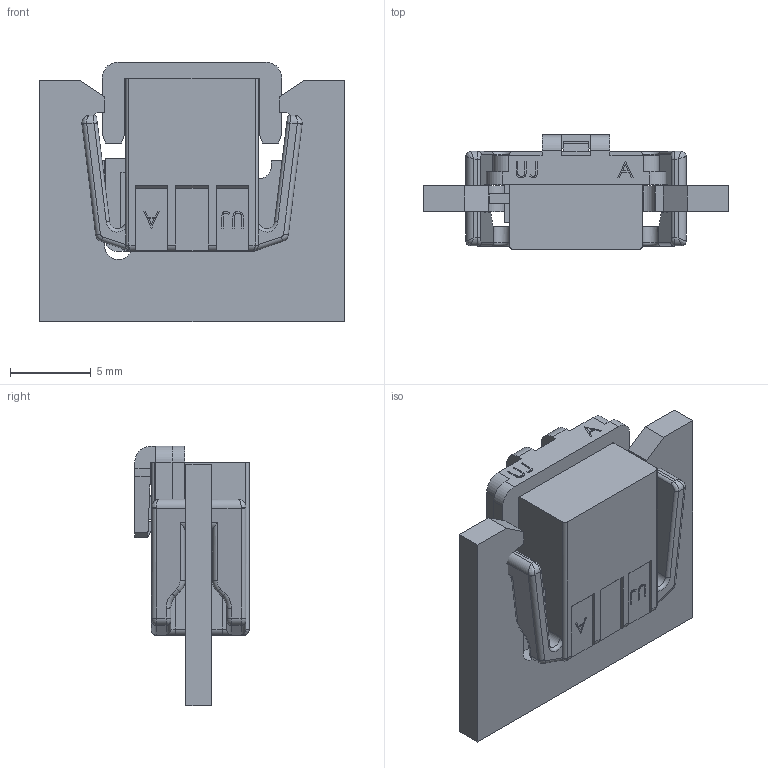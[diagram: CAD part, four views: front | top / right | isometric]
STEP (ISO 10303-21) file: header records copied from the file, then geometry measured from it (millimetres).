
FILE_DESCRIPTION (( 'STEP AP214' ), '1' );
FILE_NAME ('C_PCB Slot 3P.STEP', '2018-03-05T05:25:13', ( 'Personal' ), ( 'Microsoft' ), 'SwSTEP 2.0', 'SolidWorks 2014', '' );
FILE_SCHEMA (( 'AUTOMOTIVE_DESIGN' ));
Length unit declared in the file: millimetre
Products named in the file (4): C_PCB Slot 3P; PCB Slot 3F T／CPA_Rev A; PCB Slot 3P PCB_Rev 6; C_PCB Slot 3F HSG
Assembly tree (3 placements, depth 2):
  C_PCB Slot 3P
    C_PCB Slot 3F HSG
    PCB Slot 3P PCB_Rev 6
    PCB Slot 3F T／CPA_Rev A
Bounding box: 18.84 x 7.07 x 16.05 mm (x, y, z)
Volume: 924.9 mm3; surface area: 1492.2 mm2
Topology: 9 solids, 9 shells, 447 faces, 1163 edges, 742 vertices
Faces by surface type: plane 280, cylinder 93, bspline 48, torus 26
Entity records: 15663 total; most frequent: CARTESIAN_POINT 4890, ORIENTED_EDGE 2314, DIRECTION 1991, EDGE_CURVE 1157, VECTOR 845, LINE 845, VERTEX_POINT 742, AXIS2_PLACEMENT_3D 573
